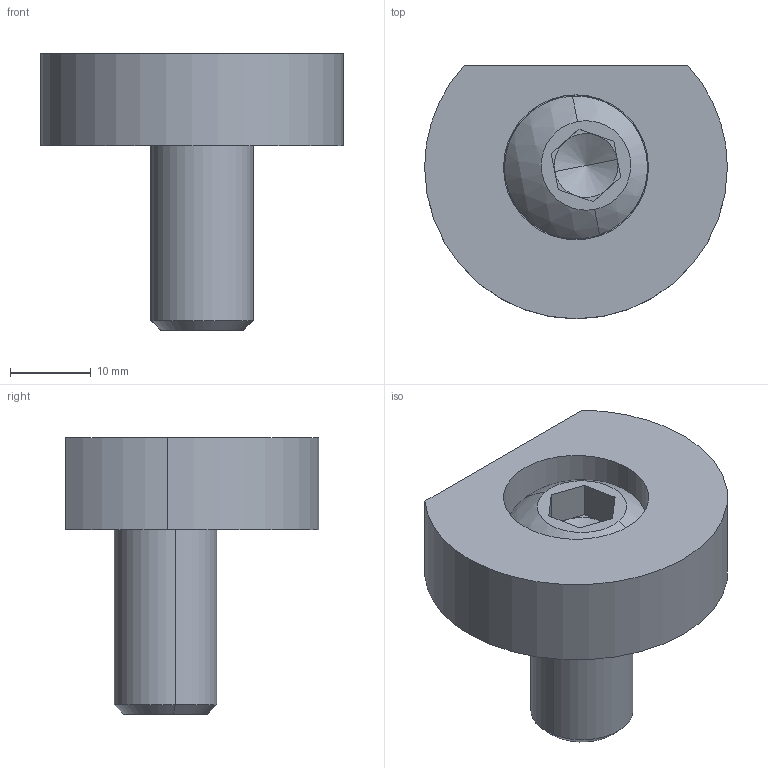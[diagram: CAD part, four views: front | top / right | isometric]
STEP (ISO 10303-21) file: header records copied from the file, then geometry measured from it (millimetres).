
FILE_DESCRIPTION (( 'STEP AP203' ), '1' );
FILE_NAME ('MiteeBite-50512.step.step', '2014-05-09T03:38:25', ( 'Windows User' ), ( '' ), 'SwSTEP 2.0', 'SolidWorks 2014', '' );
FILE_SCHEMA (( 'CONFIG_CONTROL_DESIGN' ));
Length unit declared in the file: inch
Products named in the file (3): MiteeBite-50512.step_10508; MiteeBite-50512.step_10373; MiteeBite-50512.step
Assembly tree (2 placements, depth 2):
  MiteeBite-50512.step
    MiteeBite-50512.step_10508
    MiteeBite-50512.step_10373
Bounding box: 37.59 x 31.5 x 34.29 mm (x, y, z)
Volume: 12920.3 mm3; surface area: 5385.6 mm2
Topology: 2 solids, 2 shells, 36 faces, 80 edges, 49 vertices
Faces by surface type: plane 19, cylinder 11, cone 4, sphere 2
Entity records: 1386 total; most frequent: CARTESIAN_POINT 265, DIRECTION 188, ORIENTED_EDGE 156, EDGE_CURVE 78, AXIS2_PLACEMENT_3D 73, VERTEX_POINT 49, VECTOR 42, LINE 42
